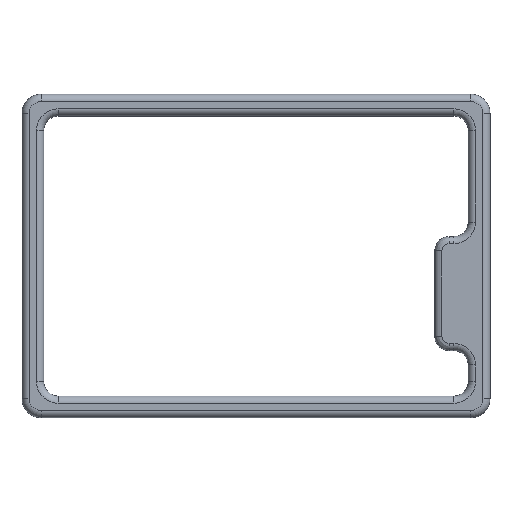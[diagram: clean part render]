
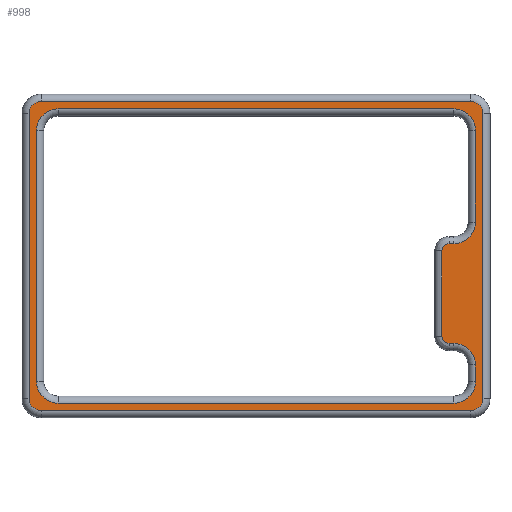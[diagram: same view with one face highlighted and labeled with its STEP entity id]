
A CAD part, top view. The second image highlights one B-rep face of the part: STEP entity #998.
In plain terms, the highlighted planar face has unit normal (0, 0, 1).
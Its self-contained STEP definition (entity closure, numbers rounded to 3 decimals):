
#19=FACE_BOUND('',#163,.T.);
#50=PLANE('',#1121);
#100=FACE_OUTER_BOUND('',#162,.T.);
#162=EDGE_LOOP('',(#797,#798,#799,#800,#801,#802,#803,#804));
#163=EDGE_LOOP('',(#805,#806,#807,#808,#809,#810,#811,#812,#813,#814,#815,
#816,#817,#818,#819,#820));
#213=LINE('',#1603,#289);
#219=LINE('',#1644,#295);
#225=LINE('',#1677,#301);
#231=LINE('',#1710,#307);
#233=LINE('',#1713,#309);
#235=LINE('',#1716,#311);
#237=LINE('',#1719,#313);
#239=LINE('',#1722,#315);
#245=LINE('',#1737,#321);
#246=LINE('',#1741,#322);
#247=LINE('',#1745,#323);
#248=LINE('',#1748,#324);
#289=VECTOR('',#1261,10.);
#295=VECTOR('',#1295,10.);
#301=VECTOR('',#1331,10.);
#307=VECTOR('',#1367,10.);
#309=VECTOR('',#1371,10.);
#311=VECTOR('',#1375,10.);
#313=VECTOR('',#1379,10.);
#315=VECTOR('',#1383,10.);
#321=VECTOR('',#1401,10.);
#322=VECTOR('',#1404,10.);
#323=VECTOR('',#1407,10.);
#324=VECTOR('',#1410,10.);
#352=CIRCLE('',#1058,1.5);
#357=CIRCLE('',#1065,4.5);
#362=CIRCLE('',#1072,1.5);
#367=CIRCLE('',#1079,4.5);
#372=CIRCLE('',#1087,4.5);
#377=CIRCLE('',#1094,4.5);
#382=CIRCLE('',#1102,4.5);
#387=CIRCLE('',#1109,4.5);
#389=CIRCLE('',#1122,2.5);
#390=CIRCLE('',#1123,2.5);
#391=CIRCLE('',#1124,2.5);
#392=CIRCLE('',#1125,2.5);
#430=VERTEX_POINT('',#1574);
#432=VERTEX_POINT('',#1578);
#436=VERTEX_POINT('',#1589);
#438=VERTEX_POINT('',#1593);
#442=VERTEX_POINT('',#1615);
#444=VERTEX_POINT('',#1619);
#448=VERTEX_POINT('',#1630);
#450=VERTEX_POINT('',#1634);
#454=VERTEX_POINT('',#1648);
#456=VERTEX_POINT('',#1652);
#460=VERTEX_POINT('',#1663);
#462=VERTEX_POINT('',#1667);
#466=VERTEX_POINT('',#1681);
#468=VERTEX_POINT('',#1685);
#472=VERTEX_POINT('',#1696);
#474=VERTEX_POINT('',#1700);
#477=VERTEX_POINT('',#1733);
#478=VERTEX_POINT('',#1734);
#479=VERTEX_POINT('',#1736);
#480=VERTEX_POINT('',#1738);
#481=VERTEX_POINT('',#1740);
#482=VERTEX_POINT('',#1742);
#483=VERTEX_POINT('',#1744);
#484=VERTEX_POINT('',#1746);
#528=EDGE_CURVE('',#432,#430,#352,.T.);
#535=EDGE_CURVE('',#438,#436,#357,.T.);
#539=EDGE_CURVE('',#430,#438,#213,.T.);
#544=EDGE_CURVE('',#444,#442,#362,.T.);
#551=EDGE_CURVE('',#450,#448,#367,.T.);
#555=EDGE_CURVE('',#436,#450,#219,.T.);
#560=EDGE_CURVE('',#456,#454,#372,.T.);
#567=EDGE_CURVE('',#462,#460,#377,.T.);
#571=EDGE_CURVE('',#448,#462,#225,.T.);
#576=EDGE_CURVE('',#468,#466,#382,.T.);
#583=EDGE_CURVE('',#474,#472,#387,.T.);
#587=EDGE_CURVE('',#460,#474,#231,.T.);
#589=EDGE_CURVE('',#472,#468,#233,.T.);
#591=EDGE_CURVE('',#466,#456,#235,.T.);
#593=EDGE_CURVE('',#454,#444,#237,.T.);
#595=EDGE_CURVE('',#442,#432,#239,.T.);
#601=EDGE_CURVE('',#477,#478,#389,.T.);
#602=EDGE_CURVE('',#479,#477,#245,.T.);
#603=EDGE_CURVE('',#480,#479,#390,.T.);
#604=EDGE_CURVE('',#481,#480,#246,.T.);
#605=EDGE_CURVE('',#482,#481,#391,.T.);
#606=EDGE_CURVE('',#483,#482,#247,.T.);
#607=EDGE_CURVE('',#484,#483,#392,.T.);
#608=EDGE_CURVE('',#478,#484,#248,.T.);
#797=ORIENTED_EDGE('',*,*,#601,.F.);
#798=ORIENTED_EDGE('',*,*,#602,.F.);
#799=ORIENTED_EDGE('',*,*,#603,.F.);
#800=ORIENTED_EDGE('',*,*,#604,.F.);
#801=ORIENTED_EDGE('',*,*,#605,.F.);
#802=ORIENTED_EDGE('',*,*,#606,.F.);
#803=ORIENTED_EDGE('',*,*,#607,.F.);
#804=ORIENTED_EDGE('',*,*,#608,.F.);
#805=ORIENTED_EDGE('',*,*,#583,.F.);
#806=ORIENTED_EDGE('',*,*,#587,.F.);
#807=ORIENTED_EDGE('',*,*,#567,.F.);
#808=ORIENTED_EDGE('',*,*,#571,.F.);
#809=ORIENTED_EDGE('',*,*,#551,.F.);
#810=ORIENTED_EDGE('',*,*,#555,.F.);
#811=ORIENTED_EDGE('',*,*,#535,.F.);
#812=ORIENTED_EDGE('',*,*,#539,.F.);
#813=ORIENTED_EDGE('',*,*,#528,.F.);
#814=ORIENTED_EDGE('',*,*,#595,.F.);
#815=ORIENTED_EDGE('',*,*,#544,.F.);
#816=ORIENTED_EDGE('',*,*,#593,.F.);
#817=ORIENTED_EDGE('',*,*,#560,.F.);
#818=ORIENTED_EDGE('',*,*,#591,.F.);
#819=ORIENTED_EDGE('',*,*,#576,.F.);
#820=ORIENTED_EDGE('',*,*,#589,.F.);
#998=ADVANCED_FACE('',(#100,#19),#50,.T.);
#1058=AXIS2_PLACEMENT_3D('',#1580,#1235,#1236);
#1065=AXIS2_PLACEMENT_3D('',#1595,#1251,#1252);
#1072=AXIS2_PLACEMENT_3D('',#1621,#1269,#1270);
#1079=AXIS2_PLACEMENT_3D('',#1636,#1285,#1286);
#1087=AXIS2_PLACEMENT_3D('',#1654,#1305,#1306);
#1094=AXIS2_PLACEMENT_3D('',#1669,#1321,#1322);
#1102=AXIS2_PLACEMENT_3D('',#1687,#1341,#1342);
#1109=AXIS2_PLACEMENT_3D('',#1702,#1357,#1358);
#1121=AXIS2_PLACEMENT_3D('',#1732,#1397,#1398);
#1122=AXIS2_PLACEMENT_3D('',#1735,#1399,#1400);
#1123=AXIS2_PLACEMENT_3D('',#1739,#1402,#1403);
#1124=AXIS2_PLACEMENT_3D('',#1743,#1405,#1406);
#1125=AXIS2_PLACEMENT_3D('',#1747,#1408,#1409);
#1235=DIRECTION('center_axis',(0.,0.,-1.));
#1236=DIRECTION('ref_axis',(-0.707,0.707,0.));
#1251=DIRECTION('center_axis',(0.,0.,1.));
#1252=DIRECTION('ref_axis',(0.707,-0.707,0.));
#1261=DIRECTION('',(1.,0.,0.));
#1269=DIRECTION('center_axis',(0.,0.,-1.));
#1270=DIRECTION('ref_axis',(-0.707,-0.707,0.));
#1285=DIRECTION('center_axis',(0.,0.,1.));
#1286=DIRECTION('ref_axis',(0.707,0.707,0.));
#1295=DIRECTION('',(0.,1.,0.));
#1305=DIRECTION('center_axis',(0.,0.,1.));
#1306=DIRECTION('ref_axis',(0.707,0.707,0.));
#1321=DIRECTION('center_axis',(0.,0.,1.));
#1322=DIRECTION('ref_axis',(-0.707,0.707,0.));
#1331=DIRECTION('',(-1.,0.,0.));
#1341=DIRECTION('center_axis',(0.,0.,1.));
#1342=DIRECTION('ref_axis',(0.707,-0.707,0.));
#1357=DIRECTION('center_axis',(0.,0.,1.));
#1358=DIRECTION('ref_axis',(-0.707,-0.707,0.));
#1367=DIRECTION('',(0.,-1.,0.));
#1371=DIRECTION('',(1.,0.,0.));
#1375=DIRECTION('',(0.,1.,0.));
#1379=DIRECTION('',(-1.,0.,0.));
#1383=DIRECTION('',(0.,1.,0.));
#1397=DIRECTION('center_axis',(0.,0.,1.));
#1398=DIRECTION('ref_axis',(1.,0.,0.));
#1399=DIRECTION('center_axis',(0.,0.,-1.));
#1400=DIRECTION('ref_axis',(-0.707,0.707,0.));
#1401=DIRECTION('',(0.,1.,0.));
#1402=DIRECTION('center_axis',(0.,0.,-1.));
#1403=DIRECTION('ref_axis',(-0.707,-0.707,0.));
#1404=DIRECTION('',(-1.,0.,0.));
#1405=DIRECTION('center_axis',(0.,0.,-1.));
#1406=DIRECTION('ref_axis',(0.707,-0.707,0.));
#1407=DIRECTION('',(0.,-1.,0.));
#1408=DIRECTION('center_axis',(0.,0.,-1.));
#1409=DIRECTION('ref_axis',(0.707,0.707,0.));
#1410=DIRECTION('',(1.,0.,0.));
#1574=CARTESIAN_POINT('',(171.16,-69.042,12.6));
#1578=CARTESIAN_POINT('',(169.66,-70.542,12.6));
#1580=CARTESIAN_POINT('Origin',(171.16,-70.542,12.6));
#1589=CARTESIAN_POINT('',(176.62,-64.542,12.6));
#1593=CARTESIAN_POINT('',(172.12,-69.042,12.6));
#1595=CARTESIAN_POINT('Origin',(172.12,-64.542,12.6));
#1603=CARTESIAN_POINT('',(152.996,-69.042,12.6));
#1615=CARTESIAN_POINT('',(169.66,-88.322,12.6));
#1619=CARTESIAN_POINT('',(171.16,-89.822,12.6));
#1621=CARTESIAN_POINT('Origin',(171.16,-88.322,12.6));
#1630=CARTESIAN_POINT('',(172.12,-40.912,12.6));
#1634=CARTESIAN_POINT('',(176.62,-45.412,12.6));
#1636=CARTESIAN_POINT('Origin',(172.12,-45.412,12.6));
#1644=CARTESIAN_POINT('',(176.62,-57.003,12.6));
#1648=CARTESIAN_POINT('',(172.12,-89.822,12.6));
#1652=CARTESIAN_POINT('',(176.62,-94.322,12.6));
#1654=CARTESIAN_POINT('Origin',(172.12,-94.322,12.6));
#1663=CARTESIAN_POINT('',(85.125,-45.412,12.6));
#1667=CARTESIAN_POINT('',(89.625,-40.912,12.6));
#1669=CARTESIAN_POINT('Origin',(89.625,-45.412,12.6));
#1677=CARTESIAN_POINT('',(108.749,-40.912,12.6));
#1681=CARTESIAN_POINT('',(176.62,-97.802,12.6));
#1685=CARTESIAN_POINT('',(172.12,-102.302,12.6));
#1687=CARTESIAN_POINT('Origin',(172.12,-97.802,12.6));
#1696=CARTESIAN_POINT('',(89.625,-102.302,12.6));
#1700=CARTESIAN_POINT('',(85.125,-97.802,12.6));
#1702=CARTESIAN_POINT('Origin',(89.625,-97.802,12.6));
#1710=CARTESIAN_POINT('',(85.125,-86.198,12.6));
#1713=CARTESIAN_POINT('',(152.996,-102.302,12.6));
#1716=CARTESIAN_POINT('',(176.62,-81.458,12.6));
#1719=CARTESIAN_POINT('',(149.516,-89.822,12.6));
#1722=CARTESIAN_POINT('',(169.66,-69.568,12.6));
#1732=CARTESIAN_POINT('Origin',(130.873,-71.595,12.6));
#1733=CARTESIAN_POINT('',(83.575,-41.862,12.6));
#1734=CARTESIAN_POINT('',(86.075,-39.362,12.6));
#1735=CARTESIAN_POINT('Origin',(86.075,-41.862,12.6));
#1736=CARTESIAN_POINT('',(83.575,-101.327,12.6));
#1737=CARTESIAN_POINT('',(83.575,-54.728,12.6));
#1738=CARTESIAN_POINT('',(86.075,-103.827,12.6));
#1739=CARTESIAN_POINT('Origin',(86.075,-101.327,12.6));
#1740=CARTESIAN_POINT('',(175.67,-103.827,12.6));
#1741=CARTESIAN_POINT('',(106.474,-103.827,12.6));
#1742=CARTESIAN_POINT('',(178.17,-101.327,12.6));
#1743=CARTESIAN_POINT('Origin',(175.67,-101.327,12.6));
#1744=CARTESIAN_POINT('',(178.17,-41.862,12.6));
#1745=CARTESIAN_POINT('',(178.17,-88.461,12.6));
#1746=CARTESIAN_POINT('',(175.67,-39.362,12.6));
#1747=CARTESIAN_POINT('Origin',(175.67,-41.862,12.6));
#1748=CARTESIAN_POINT('',(155.271,-39.362,12.6));
